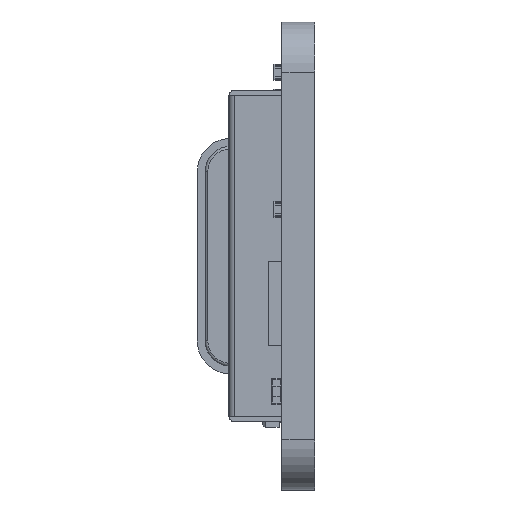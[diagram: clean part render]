
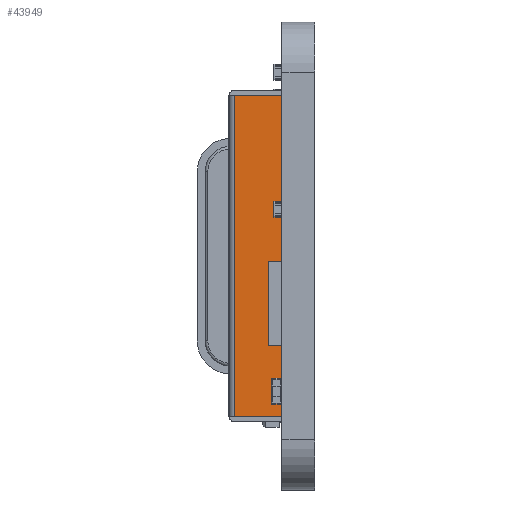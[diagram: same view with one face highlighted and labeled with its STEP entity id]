
A CAD part, left-side view. The second image highlights one B-rep face of the part: STEP entity #43949.
In plain terms, the highlighted planar face has unit normal (-1, 0, 0).
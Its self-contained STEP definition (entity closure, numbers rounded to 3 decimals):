
#2541=FACE_OUTER_BOUND('',#4980,.T.);
#4980=EDGE_LOOP('',(#30462,#30463,#30464,#30465));
#7950=LINE('',#62267,#13281);
#7952=LINE('',#62272,#13283);
#7953=LINE('',#62273,#13284);
#7954=LINE('',#62274,#13285);
#13281=VECTOR('',#51250,10.);
#13283=VECTOR('',#51254,10.);
#13284=VECTOR('',#51255,10.);
#13285=VECTOR('',#51256,10.);
#18474=VERTEX_POINT('',#62264);
#18475=VERTEX_POINT('',#62266);
#18476=VERTEX_POINT('',#62270);
#18477=VERTEX_POINT('',#62271);
#23065=EDGE_CURVE('',#18474,#18475,#7950,.T.);
#23067=EDGE_CURVE('',#18476,#18477,#7952,.T.);
#23068=EDGE_CURVE('',#18476,#18475,#7953,.F.);
#23069=EDGE_CURVE('',#18474,#18477,#7954,.F.);
#30462=ORIENTED_EDGE('',*,*,#23067,.F.);
#30463=ORIENTED_EDGE('',*,*,#23068,.T.);
#30464=ORIENTED_EDGE('',*,*,#23065,.F.);
#30465=ORIENTED_EDGE('',*,*,#23069,.T.);
#41620=PLANE('',#47096);
#43949=ADVANCED_FACE('',(#2541),#41620,.T.);
#47096=AXIS2_PLACEMENT_3D('',#62269,#51252,#51253);
#51250=DIRECTION('',(0.,0.,-1.));
#51252=DIRECTION('center_axis',(-1.,0.,0.));
#51253=DIRECTION('ref_axis',(0.,0.,1.));
#51254=DIRECTION('',(0.,0.,1.));
#51255=DIRECTION('',(0.,1.,0.));
#51256=DIRECTION('',(0.,-1.,0.));
#62264=CARTESIAN_POINT('',(-5.028,1.,-0.011));
#62266=CARTESIAN_POINT('',(-5.028,1.,-12.211));
#62267=CARTESIAN_POINT('',(-5.028,1.,-9.223));
#62269=CARTESIAN_POINT('Origin',(-5.028,1.,-12.334));
#62270=CARTESIAN_POINT('',(-5.028,2.8,-12.211));
#62271=CARTESIAN_POINT('',(-5.028,2.8,-0.011));
#62272=CARTESIAN_POINT('',(-5.028,2.8,-9.223));
#62273=CARTESIAN_POINT('',(-5.028,1.,-12.211));
#62274=CARTESIAN_POINT('',(-5.028,1.,-0.011));
